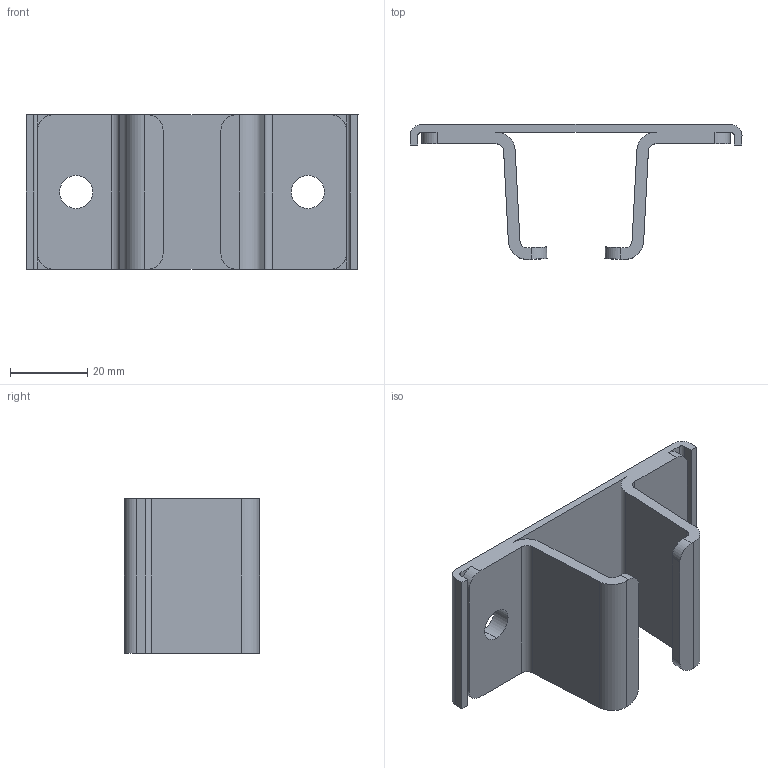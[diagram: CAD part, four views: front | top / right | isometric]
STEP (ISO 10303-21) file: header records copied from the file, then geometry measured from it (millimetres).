
FILE_DESCRIPTION (( 'STEP AP214' ), '1' );
FILE_NAME ('0020491.step', '2022-08-18T13:22:52', ( '' ), ( '' ), 'SwSTEP 2.0', 'SolidWorks 2020', '' );
FILE_SCHEMA (( 'AUTOMOTIVE_DESIGN' ));
Length unit declared in the file: millimetre
Products named in the file (1): 0020491
Bounding box: 86 x 34.99 x 40 mm (x, y, z)
Volume: 20594.5 mm3; surface area: 15189.7 mm2
Topology: 1 solids, 1 shells, 52 faces, 146 edges, 96 vertices
Faces by surface type: plane 28, cylinder 24
Entity records: 2300 total; most frequent: DIRECTION 300, CARTESIAN_POINT 295, ORIENTED_EDGE 292, EDGE_CURVE 146, AXIS2_PLACEMENT_3D 101, VECTOR 98, LINE 98, VERTEX_POINT 96
